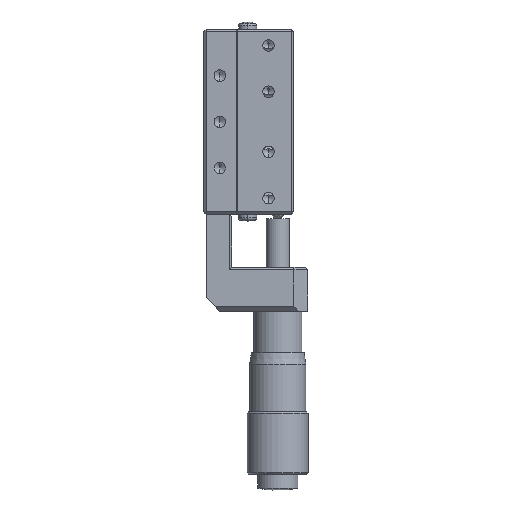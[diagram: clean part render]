
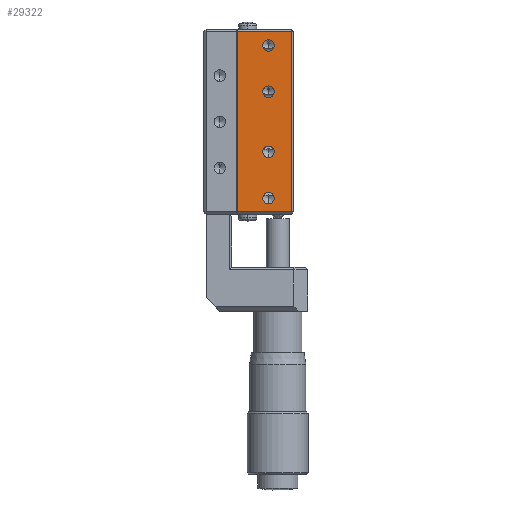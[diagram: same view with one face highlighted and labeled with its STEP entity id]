
A CAD part, front view. The second image highlights one B-rep face of the part: STEP entity #29322.
In plain terms, the highlighted planar face has unit normal (0, -1, 0).
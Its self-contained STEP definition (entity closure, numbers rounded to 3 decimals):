
#3 = CARTESIAN_POINT ( 'NONE',  ( 19., 0., 40. ) ) ;
#39 = CARTESIAN_POINT ( 'NONE',  ( 7.2, 0., 0.5 ) ) ;
#48 = CARTESIAN_POINT ( 'NONE',  ( 14., 0., 13.5 ) ) ;
#177 = PLANE ( 'NONE',  #25058 ) ;
#315 = DIRECTION ( 'NONE',  ( 0., 0., 1. ) ) ;
#323 = FACE_BOUND ( 'NONE', #21724, .T. ) ;
#1306 = VERTEX_POINT ( 'NONE', #23466 ) ;
#2271 = ORIENTED_EDGE ( 'NONE', *, *, #10022, .F. ) ;
#2446 = CIRCLE ( 'NONE', #11837, 1.25 ) ;
#2462 = CARTESIAN_POINT ( 'NONE',  ( 14., 0., 35.25 ) ) ;
#2619 = VECTOR ( 'NONE', #315, 1000. ) ;
#2641 = FACE_OUTER_BOUND ( 'NONE', #20707, .T. ) ;
#2737 = VERTEX_POINT ( 'NONE', #39 ) ;
#2778 = ORIENTED_EDGE ( 'NONE', *, *, #14036, .F. ) ;
#2782 = EDGE_CURVE ( 'NONE', #25127, #17112, #4187, .T. ) ;
#3912 = LINE ( 'NONE', #11039, #29786 ) ;
#4158 = CARTESIAN_POINT ( 'NONE',  ( 7.2, 0., 39.5 ) ) ;
#4187 = CIRCLE ( 'NONE', #5198, 1.25 ) ;
#4271 = DIRECTION ( 'NONE',  ( 0., 0., -1. ) ) ;
#4322 = ORIENTED_EDGE ( 'NONE', *, *, #19086, .F. ) ;
#4370 = CARTESIAN_POINT ( 'NONE',  ( 14., 0., 26.5 ) ) ;
#4939 = CARTESIAN_POINT ( 'NONE',  ( 14., 0., 12.25 ) ) ;
#5010 = VECTOR ( 'NONE', #29428, 1000. ) ;
#5198 = AXIS2_PLACEMENT_3D ( 'NONE', #4370, #27931, #7168 ) ;
#5388 = EDGE_CURVE ( 'NONE', #1306, #16072, #25343, .T. ) ;
#5446 = EDGE_CURVE ( 'NONE', #2737, #23578, #3912, .T. ) ;
#6364 = CARTESIAN_POINT ( 'NONE',  ( 14., 0., 37.75 ) ) ;
#6401 = ORIENTED_EDGE ( 'NONE', *, *, #12689, .F. ) ;
#6822 = DIRECTION ( 'NONE',  ( 0., 1., 0. ) ) ;
#6987 = FACE_BOUND ( 'NONE', #19114, .T. ) ;
#7168 = DIRECTION ( 'NONE',  ( 0., 0., -1. ) ) ;
#7203 = VERTEX_POINT ( 'NONE', #28980 ) ;
#7294 = FACE_BOUND ( 'NONE', #10422, .T. ) ;
#7773 = ORIENTED_EDGE ( 'NONE', *, *, #26504, .T. ) ;
#7838 = DIRECTION ( 'NONE',  ( 0., 0., -1. ) ) ;
#8141 = CARTESIAN_POINT ( 'NONE',  ( 14., 0., 3.5 ) ) ;
#8732 = DIRECTION ( 'NONE',  ( 0., -1., 0. ) ) ;
#8789 = LINE ( 'NONE', #4158, #5010 ) ;
#9143 = VERTEX_POINT ( 'NONE', #27638 ) ;
#9760 = CARTESIAN_POINT ( 'NONE',  ( 7.2, 0., 0.5 ) ) ;
#10022 = EDGE_CURVE ( 'NONE', #9143, #15043, #2446, .T. ) ;
#10422 = EDGE_LOOP ( 'NONE', ( #28808, #22811 ) ) ;
#10790 = ORIENTED_EDGE ( 'NONE', *, *, #25037, .F. ) ;
#10940 = ORIENTED_EDGE ( 'NONE', *, *, #5446, .F. ) ;
#11039 = CARTESIAN_POINT ( 'NONE',  ( 7.2, 0., 40. ) ) ;
#11062 = CARTESIAN_POINT ( 'NONE',  ( 14., 0., 36.5 ) ) ;
#11468 = LINE ( 'NONE', #9760, #26993 ) ;
#11766 = LINE ( 'NONE', #3, #2619 ) ;
#11837 = AXIS2_PLACEMENT_3D ( 'NONE', #16221, #25048, #13440 ) ;
#11943 = CIRCLE ( 'NONE', #15376, 1.25 ) ;
#11994 = AXIS2_PLACEMENT_3D ( 'NONE', #20052, #17880, #29350 ) ;
#12689 = EDGE_CURVE ( 'NONE', #17112, #25127, #20974, .T. ) ;
#12938 = CARTESIAN_POINT ( 'NONE',  ( 19., 0., 39.5 ) ) ;
#13440 = DIRECTION ( 'NONE',  ( 0., 0., -1. ) ) ;
#13544 = DIRECTION ( 'NONE',  ( 0., 0., -1. ) ) ;
#13752 = EDGE_CURVE ( 'NONE', #17183, #17731, #18066, .T. ) ;
#14036 = EDGE_CURVE ( 'NONE', #7203, #2737, #11468, .T. ) ;
#15043 = VERTEX_POINT ( 'NONE', #4939 ) ;
#15376 = AXIS2_PLACEMENT_3D ( 'NONE', #48, #19566, #26223 ) ;
#15708 = CARTESIAN_POINT ( 'NONE',  ( 14., 0., 27.75 ) ) ;
#16072 = VERTEX_POINT ( 'NONE', #20324 ) ;
#16139 = CIRCLE ( 'NONE', #26519, 1.25 ) ;
#16221 = CARTESIAN_POINT ( 'NONE',  ( 14., 0., 13.5 ) ) ;
#16436 = DIRECTION ( 'NONE',  ( 0., 0., 1. ) ) ;
#16771 = EDGE_LOOP ( 'NONE', ( #6401, #17546 ) ) ;
#16979 = CIRCLE ( 'NONE', #30328, 1.25 ) ;
#17112 = VERTEX_POINT ( 'NONE', #17563 ) ;
#17183 = VERTEX_POINT ( 'NONE', #6364 ) ;
#17546 = ORIENTED_EDGE ( 'NONE', *, *, #2782, .F. ) ;
#17563 = CARTESIAN_POINT ( 'NONE',  ( 14., 0., 25.25 ) ) ;
#17606 = DIRECTION ( 'NONE',  ( 0., -1., 0. ) ) ;
#17731 = VERTEX_POINT ( 'NONE', #2462 ) ;
#17880 = DIRECTION ( 'NONE',  ( 0., -1., 0. ) ) ;
#18024 = AXIS2_PLACEMENT_3D ( 'NONE', #30267, #23135, #13544 ) ;
#18066 = CIRCLE ( 'NONE', #29456, 1.25 ) ;
#18561 = ORIENTED_EDGE ( 'NONE', *, *, #5388, .F. ) ;
#19086 = EDGE_CURVE ( 'NONE', #15043, #9143, #11943, .T. ) ;
#19114 = EDGE_LOOP ( 'NONE', ( #10790, #18561 ) ) ;
#19566 = DIRECTION ( 'NONE',  ( 0., -1., 0. ) ) ;
#20052 = CARTESIAN_POINT ( 'NONE',  ( 14., 0., 3.5 ) ) ;
#20324 = CARTESIAN_POINT ( 'NONE',  ( 14., 0., 2.25 ) ) ;
#20498 = DIRECTION ( 'NONE',  ( 0., 0., 1. ) ) ;
#20707 = EDGE_LOOP ( 'NONE', ( #22432, #10940, #2778, #7773 ) ) ;
#20974 = CIRCLE ( 'NONE', #18024, 1.25 ) ;
#21547 = CARTESIAN_POINT ( 'NONE',  ( 7.2, 0., 40. ) ) ;
#21724 = EDGE_LOOP ( 'NONE', ( #4322, #2271 ) ) ;
#21779 = EDGE_CURVE ( 'NONE', #23578, #23894, #8789, .T. ) ;
#22423 = CARTESIAN_POINT ( 'NONE',  ( 7.2, 0., 39.5 ) ) ;
#22432 = ORIENTED_EDGE ( 'NONE', *, *, #21779, .F. ) ;
#22811 = ORIENTED_EDGE ( 'NONE', *, *, #13752, .F. ) ;
#23135 = DIRECTION ( 'NONE',  ( 0., -1., 0. ) ) ;
#23240 = DIRECTION ( 'NONE',  ( -1., 0., 0. ) ) ;
#23466 = CARTESIAN_POINT ( 'NONE',  ( 14., 0., 4.75 ) ) ;
#23578 = VERTEX_POINT ( 'NONE', #22423 ) ;
#23894 = VERTEX_POINT ( 'NONE', #12938 ) ;
#25037 = EDGE_CURVE ( 'NONE', #16072, #1306, #16979, .T. ) ;
#25048 = DIRECTION ( 'NONE',  ( 0., -1., 0. ) ) ;
#25058 = AXIS2_PLACEMENT_3D ( 'NONE', #21547, #6822, #16436 ) ;
#25127 = VERTEX_POINT ( 'NONE', #15708 ) ;
#25343 = CIRCLE ( 'NONE', #11994, 1.25 ) ;
#26223 = DIRECTION ( 'NONE',  ( 0., 0., -1. ) ) ;
#26504 = EDGE_CURVE ( 'NONE', #7203, #23894, #11766, .T. ) ;
#26519 = AXIS2_PLACEMENT_3D ( 'NONE', #27511, #29840, #4271 ) ;
#26993 = VECTOR ( 'NONE', #23240, 1000. ) ;
#27511 = CARTESIAN_POINT ( 'NONE',  ( 14., 0., 36.5 ) ) ;
#27636 = DIRECTION ( 'NONE',  ( 0., 0., -1. ) ) ;
#27638 = CARTESIAN_POINT ( 'NONE',  ( 14., 0., 14.75 ) ) ;
#27931 = DIRECTION ( 'NONE',  ( 0., -1., 0. ) ) ;
#28371 = FACE_BOUND ( 'NONE', #16771, .T. ) ;
#28376 = EDGE_CURVE ( 'NONE', #17731, #17183, #16139, .T. ) ;
#28808 = ORIENTED_EDGE ( 'NONE', *, *, #28376, .F. ) ;
#28980 = CARTESIAN_POINT ( 'NONE',  ( 19., 0., 0.5 ) ) ;
#29322 = ADVANCED_FACE ( 'NONE', ( #2641, #6987, #323, #28371, #7294 ), #177, .F. ) ;
#29350 = DIRECTION ( 'NONE',  ( 0., 0., -1. ) ) ;
#29428 = DIRECTION ( 'NONE',  ( 1., 0., 0. ) ) ;
#29456 = AXIS2_PLACEMENT_3D ( 'NONE', #11062, #8732, #27636 ) ;
#29786 = VECTOR ( 'NONE', #20498, 1000. ) ;
#29840 = DIRECTION ( 'NONE',  ( 0., -1., 0. ) ) ;
#30267 = CARTESIAN_POINT ( 'NONE',  ( 14., 0., 26.5 ) ) ;
#30328 = AXIS2_PLACEMENT_3D ( 'NONE', #8141, #17606, #7838 ) ;
